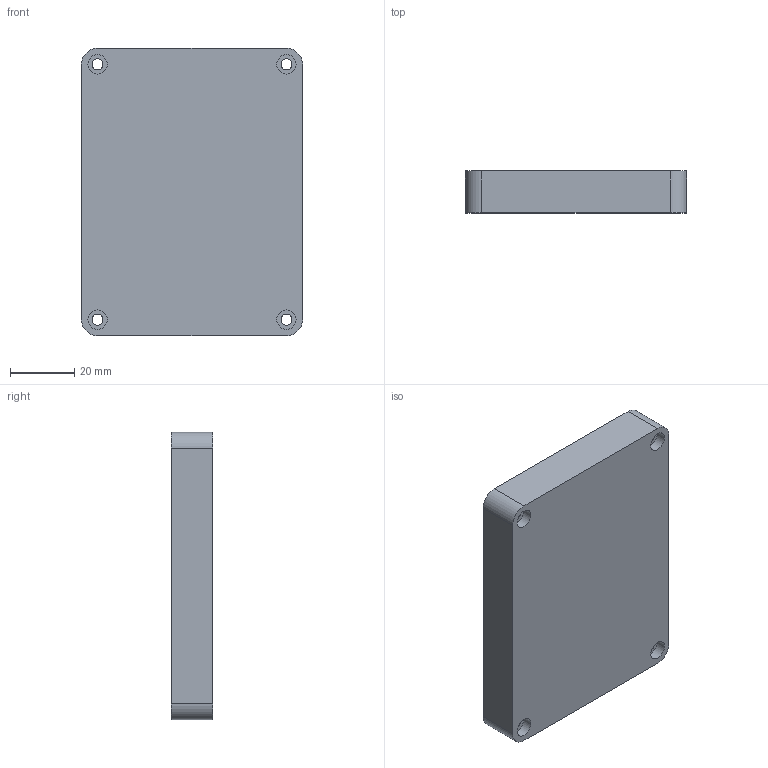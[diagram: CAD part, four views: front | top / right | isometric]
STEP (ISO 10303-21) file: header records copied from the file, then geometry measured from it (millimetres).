
FILE_DESCRIPTION(/* description */ (''),/* implementation_level */ '2;1');
FILE_NAME(/* name */ 'macropad case bottom.step',/* time_stamp */ '2025-12-24T03:41:50+05:30',/* author */ (''),/* organization */ (''),/* preprocessor_version */ 'ST-DEVELOPER v20.1',/* originating_system */ 'Autodesk Translation Framework v14.21.0.0',/* authorisation */ '');
FILE_SCHEMA (('AUTOMOTIVE_DESIGN { 1 0 10303 214 3 1 1 }'));
Length unit declared in the file: millimetre
Products named in the file (2): 2025-12-23-17-28-38-212; 2025-12-23-17-30-39-220
Assembly tree (1 placements, depth 2):
  2025-12-23-17-28-38-212
    2025-12-23-17-30-39-220
Bounding box: 68.7 x 13 x 89.3 mm (x, y, z)
Volume: 42446.1 mm3; surface area: 19098.5 mm2
Topology: 1 solids, 1 shells, 38 faces, 84 edges, 56 vertices
Faces by surface type: plane 22, cylinder 16
Full cylindrical faces by diameter (mm): 3.4 x4, 6 x8
Entity records: 1129 total; most frequent: DIRECTION 198, CARTESIAN_POINT 181, ORIENTED_EDGE 168, EDGE_CURVE 84, AXIS2_PLACEMENT_3D 73, VERTEX_POINT 56, EDGE_LOOP 54, LINE 52
